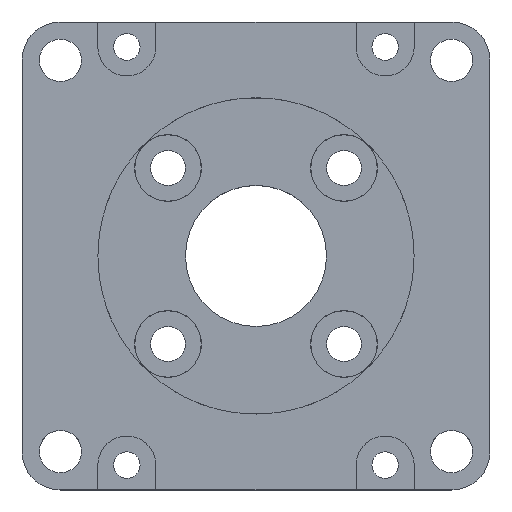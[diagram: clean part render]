
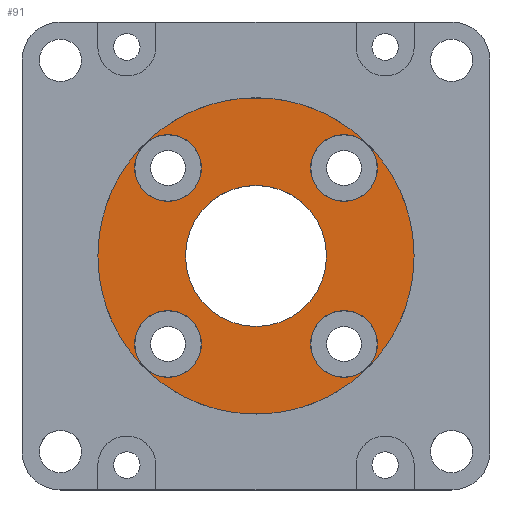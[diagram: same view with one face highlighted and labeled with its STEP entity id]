
A CAD part, top view. The second image highlights one B-rep face of the part: STEP entity #91.
In plain terms, the highlighted planar face has unit normal (0, 0, 1).
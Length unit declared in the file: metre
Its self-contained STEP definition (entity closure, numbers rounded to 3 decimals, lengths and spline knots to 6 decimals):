
#91 = ADVANCED_FACE( 'NONE', ( #234, #235, #236, #237, #238, #239 ), #240, .T. );
#234 = FACE_OUTER_BOUND( '', #469, .T. );
#235 = FACE_BOUND( '', #470, .T. );
#236 = FACE_BOUND( '', #471, .T. );
#237 = FACE_BOUND( '', #472, .T. );
#238 = FACE_BOUND( '', #473, .T. );
#239 = FACE_BOUND( '', #474, .T. );
#240 = PLANE( '', #475 );
#469 = EDGE_LOOP( '', ( #737 ) );
#470 = EDGE_LOOP( '', ( #738 ) );
#471 = EDGE_LOOP( '', ( #739 ) );
#472 = EDGE_LOOP( '', ( #740 ) );
#473 = EDGE_LOOP( '', ( #741 ) );
#474 = EDGE_LOOP( '', ( #742 ) );
#475 = AXIS2_PLACEMENT_3D( '', #743, #744, #745 );
#737 = ORIENTED_EDGE( '', *, *, #1179, .T. );
#738 = ORIENTED_EDGE( '', *, *, #1180, .F. );
#739 = ORIENTED_EDGE( '', *, *, #1181, .F. );
#740 = ORIENTED_EDGE( '', *, *, #1182, .F. );
#741 = ORIENTED_EDGE( '', *, *, #1183, .F. );
#742 = ORIENTED_EDGE( '', *, *, #1184, .F. );
#743 = CARTESIAN_POINT( '', ( 0., 0., 0.006 ) );
#744 = DIRECTION( '', ( 0., 0., 1. ) );
#745 = DIRECTION( '', ( 1., 0., 0. ) );
#1179 = EDGE_CURVE( 'NONE', #1388, #1388, #1389, .T. );
#1180 = EDGE_CURVE( 'NONE', #1390, #1390, #1391, .T. );
#1181 = EDGE_CURVE( 'NONE', #1392, #1392, #1393, .T. );
#1182 = EDGE_CURVE( 'NONE', #1394, #1394, #1395, .T. );
#1183 = EDGE_CURVE( 'NONE', #1396, #1396, #1397, .T. );
#1184 = EDGE_CURVE( 'NONE', #1398, #1398, #1399, .T. );
#1388 = VERTEX_POINT( '', #1674 );
#1389 = CIRCLE( '', #1675, 0.01905 );
#1390 = VERTEX_POINT( '', #1676 );
#1391 = CIRCLE( '', #1677, 0.004025 );
#1392 = VERTEX_POINT( '', #1678 );
#1393 = CIRCLE( '', #1679, 0.004025 );
#1394 = VERTEX_POINT( '', #1680 );
#1395 = CIRCLE( '', #1681, 0.004025 );
#1396 = VERTEX_POINT( '', #1682 );
#1397 = CIRCLE( '', #1683, 0.004025 );
#1398 = VERTEX_POINT( '', #1684 );
#1399 = CIRCLE( '', #1685, 0.0085 );
#1674 = CARTESIAN_POINT( '', ( 0.01905, 0., 0.006 ) );
#1675 = AXIS2_PLACEMENT_3D( '', #1966, #1967, #1968 );
#1676 = CARTESIAN_POINT( '', ( 0.014632, -0.010607, 0.006 ) );
#1677 = AXIS2_PLACEMENT_3D( '', #1969, #1970, #1971 );
#1678 = CARTESIAN_POINT( '', ( -0.006582, -0.010607, 0.006 ) );
#1679 = AXIS2_PLACEMENT_3D( '', #1972, #1973, #1974 );
#1680 = CARTESIAN_POINT( '', ( -0.006582, 0.010607, 0.006 ) );
#1681 = AXIS2_PLACEMENT_3D( '', #1975, #1976, #1977 );
#1682 = CARTESIAN_POINT( '', ( 0.014632, 0.010607, 0.006 ) );
#1683 = AXIS2_PLACEMENT_3D( '', #1978, #1979, #1980 );
#1684 = CARTESIAN_POINT( '', ( 0.0085, 0., 0.006 ) );
#1685 = AXIS2_PLACEMENT_3D( '', #1981, #1982, #1983 );
#1966 = CARTESIAN_POINT( '', ( 0., 0., 0.006 ) );
#1967 = DIRECTION( '', ( 0., 0., 1. ) );
#1968 = DIRECTION( '', ( 1., 0., 0. ) );
#1969 = CARTESIAN_POINT( '', ( 0.010607, -0.010607, 0.006 ) );
#1970 = DIRECTION( '', ( 0., 0., 1. ) );
#1971 = DIRECTION( '', ( 1., 0., 0. ) );
#1972 = CARTESIAN_POINT( '', ( -0.010607, -0.010607, 0.006 ) );
#1973 = DIRECTION( '', ( 0., 0., 1. ) );
#1974 = DIRECTION( '', ( 1., 0., 0. ) );
#1975 = CARTESIAN_POINT( '', ( -0.010607, 0.010607, 0.006 ) );
#1976 = DIRECTION( '', ( 0., 0., 1. ) );
#1977 = DIRECTION( '', ( 1., 0., 0. ) );
#1978 = CARTESIAN_POINT( '', ( 0.010607, 0.010607, 0.006 ) );
#1979 = DIRECTION( '', ( 0., 0., 1. ) );
#1980 = DIRECTION( '', ( 1., 0., 0. ) );
#1981 = CARTESIAN_POINT( '', ( 0., 0., 0.006 ) );
#1982 = DIRECTION( '', ( 0., 0., 1. ) );
#1983 = DIRECTION( '', ( 1., 0., 0. ) );
